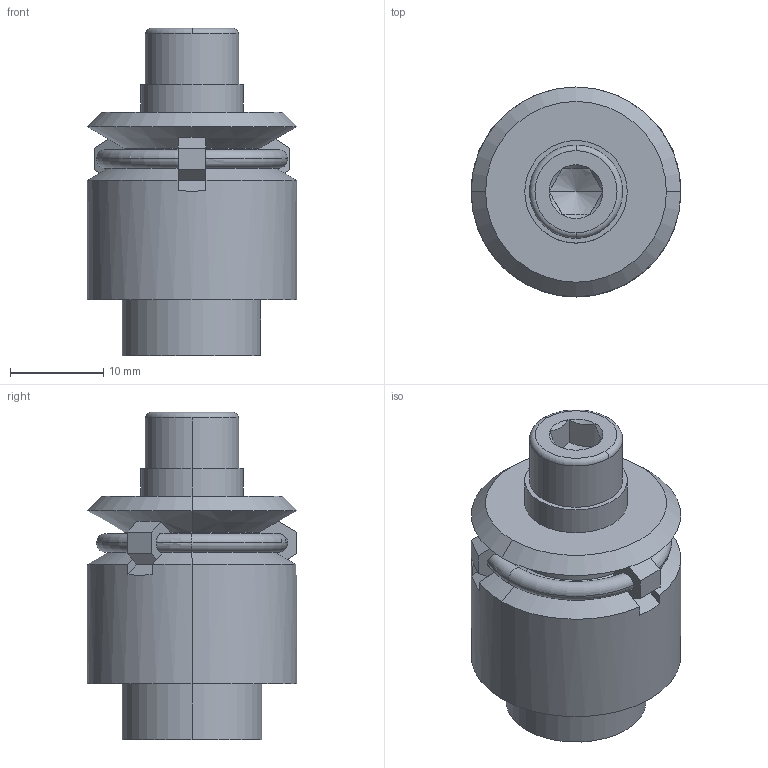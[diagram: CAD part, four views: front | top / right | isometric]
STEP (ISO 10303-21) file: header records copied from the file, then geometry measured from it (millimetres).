
FILE_DESCRIPTION(('STEP AP214'),'1');
FILE_NAME(' ',' ',('TraceParts'),('TraceParts S.A.'),'XStep 1.0',' ',' ');
FILE_SCHEMA(('automotive_design'));
Length unit declared in the file: millimetre
Products named in the file (1): 1
Bounding box: 22.5 x 22.5 x 35.1 mm (x, y, z)
Volume: 8731.8 mm3; surface area: 3670.6 mm2
Topology: 1 solids, 1 shells, 134 faces, 339 edges, 199 vertices
Faces by surface type: plane 60, cylinder 31, cone 26, torus 17
Entity records: 7923 total; most frequent: CARTESIAN_POINT 1121, ORIENTED_EDGE 694, STYLED_ITEM 664, PRESENTATION_STYLE_ASSIGNMENT 664, COLOUR_RGB 664, DIRECTION 624, EDGE_CURVE 333, CURVE_STYLE 333
